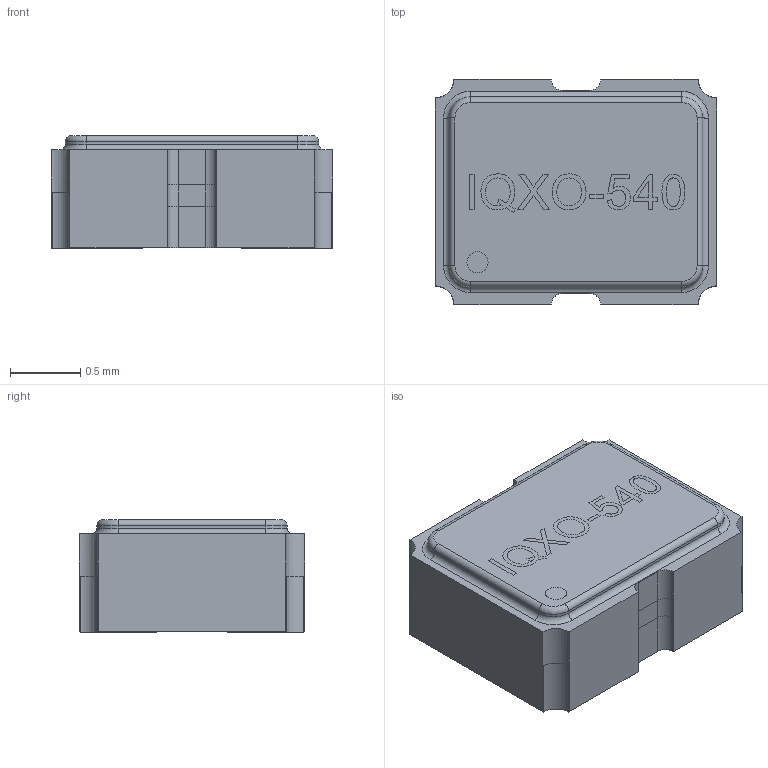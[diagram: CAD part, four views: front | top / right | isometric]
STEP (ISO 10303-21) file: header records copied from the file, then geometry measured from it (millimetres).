
FILE_DESCRIPTION (( 'STEP AP214' ), '1' );
FILE_NAME ('8C473B32-EE62-48F0-A31F-56163A3612E2.STEP', '2024-06-09T12:22:58', ( '' ), ( '' ), 'SwSTEP 2.0', 'SolidWorks 2022', '' );
FILE_SCHEMA (( 'AUTOMOTIVE_DESIGN' ));
Length unit declared in the file: millimetre
Products named in the file (1): 8C473B32-EE62-48F0-A31F-56163A3612E2
Bounding box: 2 x 1.6 x 0.8 mm (x, y, z)
Volume: 2.4 mm3; surface area: 11.6 mm2
Topology: 1 solids, 1 shells, 111 faces, 346 edges, 251 vertices
Faces by surface type: plane 69, cylinder 34, torus 8
Entity records: 5150 total; most frequent: CARTESIAN_POINT 1369, ORIENTED_EDGE 692, DIRECTION 604, EDGE_CURVE 346, VERTEX_POINT 251, VECTOR 228, LINE 228, AXIS2_PLACEMENT_3D 188
